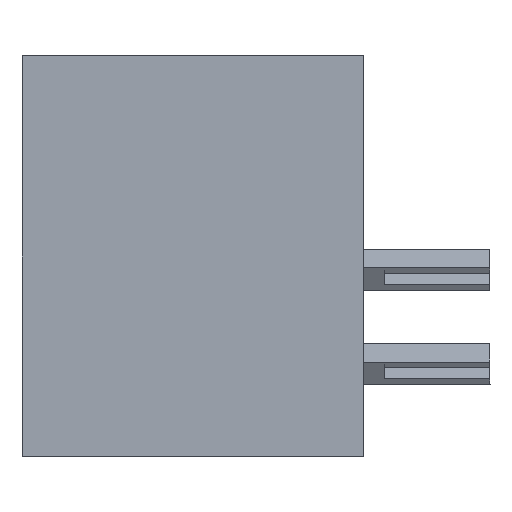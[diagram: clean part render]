
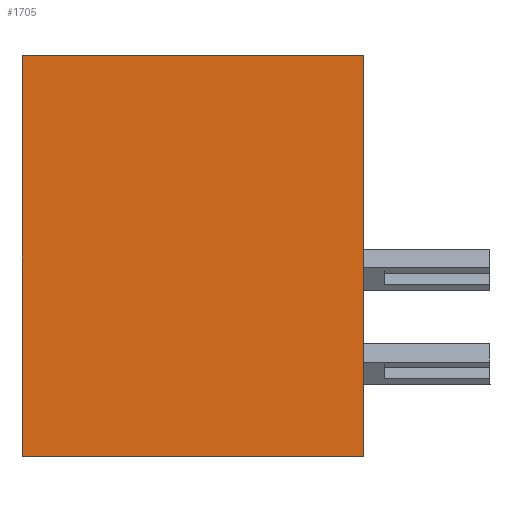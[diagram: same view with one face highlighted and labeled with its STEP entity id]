
A CAD part, left-side view. The second image highlights one B-rep face of the part: STEP entity #1705.
In plain terms, the highlighted planar face has unit normal (-1, 0, 0).
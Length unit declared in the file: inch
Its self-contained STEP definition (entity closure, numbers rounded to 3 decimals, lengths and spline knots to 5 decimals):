
#175 = VECTOR ( 'NONE', #9388, 39.37008 ) ;
#363 = DIRECTION ( 'NONE',  ( 0., -1., 0. ) ) ;
#660 = ORIENTED_EDGE ( 'NONE', *, *, #22314, .T. ) ;
#1705 = ADVANCED_FACE ( 'NONE', ( #13235 ), #21751, .F. ) ;
#2141 = CARTESIAN_POINT ( 'NONE',  ( 0., 0.453, -0.531 ) ) ;
#2689 = CARTESIAN_POINT ( 'NONE',  ( 0., 0.453, -0.531 ) ) ;
#4785 = ORIENTED_EDGE ( 'NONE', *, *, #16368, .F. ) ;
#5929 = VERTEX_POINT ( 'NONE', #2141 ) ;
#6251 = EDGE_CURVE ( 'NONE', #5929, #20984, #24693, .T. ) ;
#6843 = CARTESIAN_POINT ( 'NONE',  ( 0., 0., -0.531 ) ) ;
#7526 = DIRECTION ( 'NONE',  ( 0., -1., 0. ) ) ;
#7789 = AXIS2_PLACEMENT_3D ( 'NONE', #9392, #17663, #19883 ) ;
#9388 = DIRECTION ( 'NONE',  ( 0., 0., 1. ) ) ;
#9392 = CARTESIAN_POINT ( 'NONE',  ( 0., 0.453, 0. ) ) ;
#9690 = EDGE_CURVE ( 'NONE', #5929, #17274, #20005, .T. ) ;
#10049 = DIRECTION ( 'NONE',  ( 0., 0., 1. ) ) ;
#12050 = EDGE_LOOP ( 'NONE', ( #660, #4785, #16096, #25819 ) ) ;
#13235 = FACE_OUTER_BOUND ( 'NONE', #12050, .T. ) ;
#16065 = CARTESIAN_POINT ( 'NONE',  ( 0., 0., 0. ) ) ;
#16096 = ORIENTED_EDGE ( 'NONE', *, *, #6251, .F. ) ;
#16368 = EDGE_CURVE ( 'NONE', #20984, #25936, #17455, .T. ) ;
#17274 = VERTEX_POINT ( 'NONE', #6843 ) ;
#17455 = LINE ( 'NONE', #22490, #26729 ) ;
#17663 = DIRECTION ( 'NONE',  ( 1., 0., 0. ) ) ;
#17832 = CARTESIAN_POINT ( 'NONE',  ( 0., 0.453, 0. ) ) ;
#18234 = CARTESIAN_POINT ( 'NONE',  ( 0., 0., 0. ) ) ;
#18344 = CARTESIAN_POINT ( 'NONE',  ( 0., 0.453, 0. ) ) ;
#19352 = VECTOR ( 'NONE', #10049, 39.37008 ) ;
#19883 = DIRECTION ( 'NONE',  ( 0., 0., -1. ) ) ;
#20005 = LINE ( 'NONE', #2689, #23996 ) ;
#20984 = VERTEX_POINT ( 'NONE', #18344 ) ;
#21751 = PLANE ( 'NONE',  #7789 ) ;
#22314 = EDGE_CURVE ( 'NONE', #17274, #25936, #26314, .T. ) ;
#22490 = CARTESIAN_POINT ( 'NONE',  ( 0., 0.453, 0. ) ) ;
#23996 = VECTOR ( 'NONE', #363, 39.37008 ) ;
#24693 = LINE ( 'NONE', #17832, #175 ) ;
#25819 = ORIENTED_EDGE ( 'NONE', *, *, #9690, .T. ) ;
#25936 = VERTEX_POINT ( 'NONE', #16065 ) ;
#26314 = LINE ( 'NONE', #18234, #19352 ) ;
#26729 = VECTOR ( 'NONE', #7526, 39.37008 ) ;
